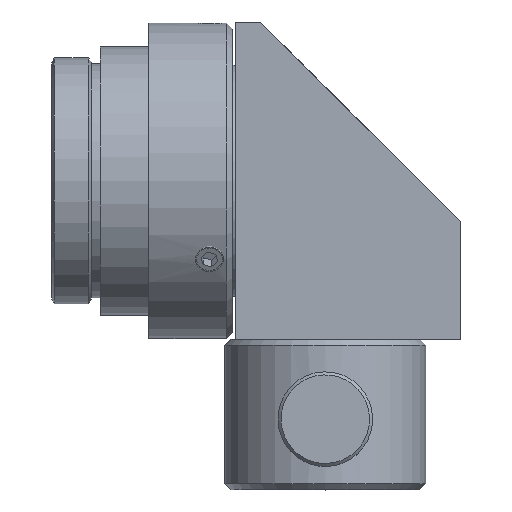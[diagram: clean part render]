
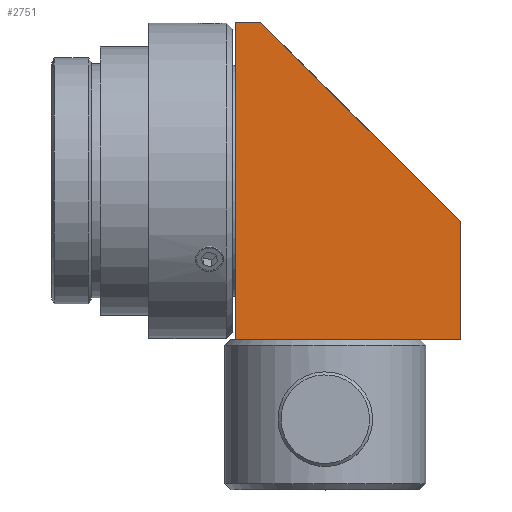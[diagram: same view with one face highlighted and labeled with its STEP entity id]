
A CAD part, top view. The second image highlights one B-rep face of the part: STEP entity #2751.
In plain terms, the highlighted planar face has unit normal (0, 0, 1).
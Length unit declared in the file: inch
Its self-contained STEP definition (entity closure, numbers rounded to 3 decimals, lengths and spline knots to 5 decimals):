
#2200=CARTESIAN_POINT('',(0.198,-0.523,0.523));
#2201=VERTEX_POINT('',#2200);
#2202=CARTESIAN_POINT('',(0.198,0.523,0.523));
#2203=VERTEX_POINT('',#2202);
#2204=CARTESIAN_POINT('',(0.198,-0.523,0.523));
#2205=DIRECTION('',(0.0,1.0,0.0));
#2206=VECTOR('',#2205,1.046);
#2207=LINE('',#2204,#2206);
#2208=EDGE_CURVE('',#2201,#2203,#2207,.T.);
#2652=CARTESIAN_POINT('',(0.94,-0.135,0.523));
#2653=VERTEX_POINT('',#2652);
#2660=CARTESIAN_POINT('',(0.94,-0.523,0.523));
#2661=VERTEX_POINT('',#2660);
#2662=CARTESIAN_POINT('',(0.94,-0.135,0.523));
#2663=DIRECTION('',(0.0,-1.0,0.0));
#2664=VECTOR('',#2663,0.388);
#2665=LINE('',#2662,#2664);
#2666=EDGE_CURVE('',#2653,#2661,#2665,.T.);
#2711=CARTESIAN_POINT('',(0.282,0.523,0.523));
#2712=VERTEX_POINT('',#2711);
#2719=CARTESIAN_POINT('',(0.94,-0.135,0.523));
#2720=DIRECTION('',(-0.707,0.707,0.0));
#2721=VECTOR('',#2720,0.93055);
#2722=LINE('',#2719,#2721);
#2723=EDGE_CURVE('',#2653,#2712,#2722,.T.);
#2729=CARTESIAN_POINT('',(0.569,0.,0.523));
#2730=DIRECTION('',(0.0,0.0,1.0));
#2731=DIRECTION('',(1.0,0.0,0.0));
#2732=AXIS2_PLACEMENT_3D('',#2729,#2730,#2731);
#2733=PLANE('',#2732);
#2734=ORIENTED_EDGE('',*,*,#2723,.T.);
#2735=CARTESIAN_POINT('',(0.198,0.523,0.523));
#2736=DIRECTION('',(1.0,0.0,0.0));
#2737=VECTOR('',#2736,0.084);
#2738=LINE('',#2735,#2737);
#2739=EDGE_CURVE('',#2203,#2712,#2738,.T.);
#2740=ORIENTED_EDGE('',*,*,#2739,.F.);
#2741=ORIENTED_EDGE('',*,*,#2208,.F.);
#2742=CARTESIAN_POINT('',(0.94,-0.523,0.523));
#2743=DIRECTION('',(-1.0,0.0,0.0));
#2744=VECTOR('',#2743,0.742);
#2745=LINE('',#2742,#2744);
#2746=EDGE_CURVE('',#2661,#2201,#2745,.T.);
#2747=ORIENTED_EDGE('',*,*,#2746,.F.);
#2748=ORIENTED_EDGE('',*,*,#2666,.F.);
#2749=EDGE_LOOP('',(#2734,#2740,#2741,#2747,#2748));
#2750=FACE_OUTER_BOUND('',#2749,.T.);
#2751=ADVANCED_FACE('',(#2750),#2733,.T.);
